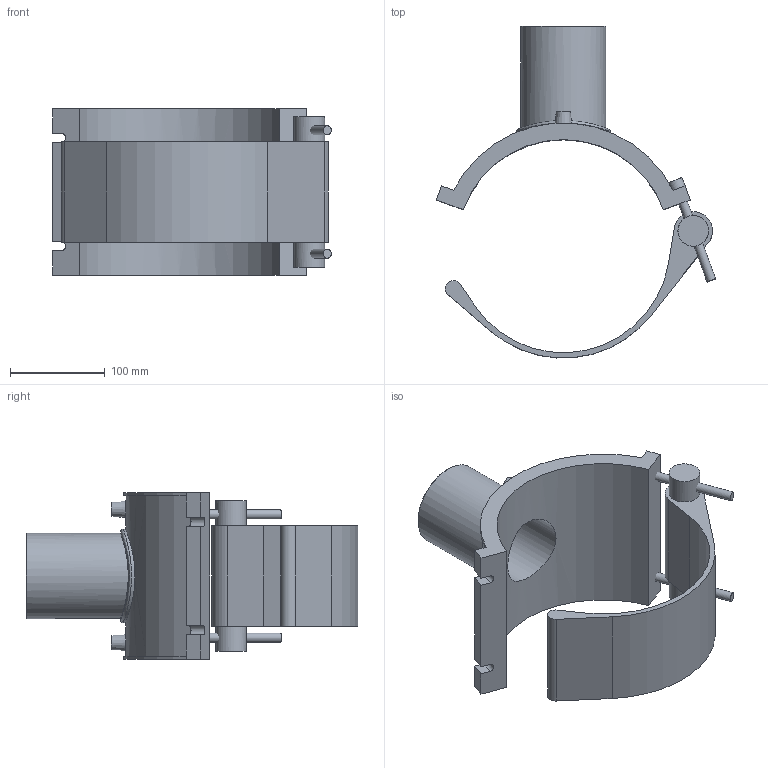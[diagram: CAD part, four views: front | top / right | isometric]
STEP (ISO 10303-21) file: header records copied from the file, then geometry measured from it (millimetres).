
FILE_DESCRIPTION(/* description */ ('PLASSON BRANCH SADDLE 225-90'),/* implementation_level */ '2;1');
FILE_NAME(/* name */ '495804225090.ipt.stp',/* time_stamp */ '2018-04-26T12:07:37+03:00',/* author */ ('KIM'),/* organization */ (''),/* preprocessor_version */ 'ST-DEVELOPER v15.6',/* originating_system */ 'Autodesk Inventor 2015',/* authorisation */ '');
FILE_SCHEMA (('AUTOMOTIVE_DESIGN { 1 0 10303 214 3 1 1 }'));
Length unit declared in the file: millimetre
Products named in the file (1): 495804225090
Bounding box: 294.59 x 350.39 x 176 mm (x, y, z)
Volume: 1574806.4 mm3; surface area: 289711.1 mm2
Topology: 4 solids, 4 shells, 65 faces, 137 edges, 92 vertices
Faces by surface type: plane 37, cylinder 24, cone 3, bspline 1
Full cylindrical faces by diameter (mm): 4 x2, 9.45 x2, 10 x2, 15.75 x2, 32.4 x2, 72 x1, 90 x1, 99 x1
Entity records: 2071 total; most frequent: CARTESIAN_POINT 697, DIRECTION 286, ORIENTED_EDGE 234, EDGE_CURVE 117, AXIS2_PLACEMENT_3D 111, EDGE_LOOP 95, VERTEX_POINT 88, FACE_OUTER_BOUND 65
